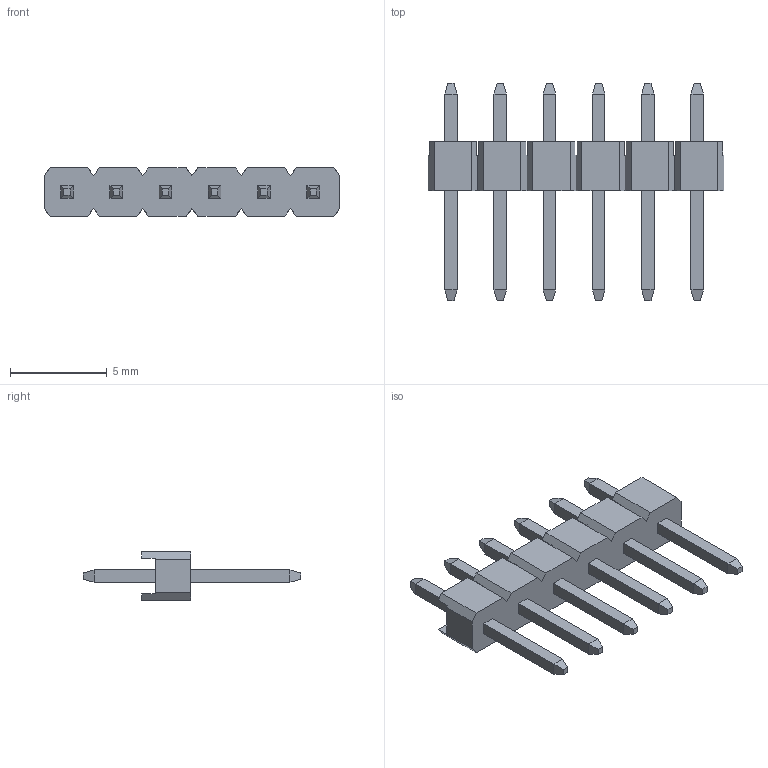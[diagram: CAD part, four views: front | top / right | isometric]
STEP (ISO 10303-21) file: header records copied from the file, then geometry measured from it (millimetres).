
FILE_DESCRIPTION(('STEP AP242'),'1');
FILE_NAME('pin_header_aw140-eg-g06d.stp','2022-05-31T08:11:14',('TraceParts'),('TraceParts S.A.'),'Spatial InterOp 3D',' ',' ');
FILE_SCHEMA(('AP242_MANAGED_MODEL_BASED_3D_ENGINEERING_MIM_LF {1 0 10303 442 1 1 4}'));
Length unit declared in the file: millimetre
Products named in the file (1): pin_header_aw140-eg-g06d
Bounding box: 15.24 x 11.2 x 2.5 mm (x, y, z)
Volume: 95.2 mm3; surface area: 324.2 mm2
Topology: 1 solids, 1 shells, 172 faces, 426 edges, 268 vertices
Faces by surface type: plane 172
Entity records: 6318 total; most frequent: CARTESIAN_POINT 867, ORIENTED_EDGE 852, DIRECTION 772, EDGE_CURVE 426, LINE 426, VECTOR 426, VERTEX_POINT 268, EDGE_LOOP 184
